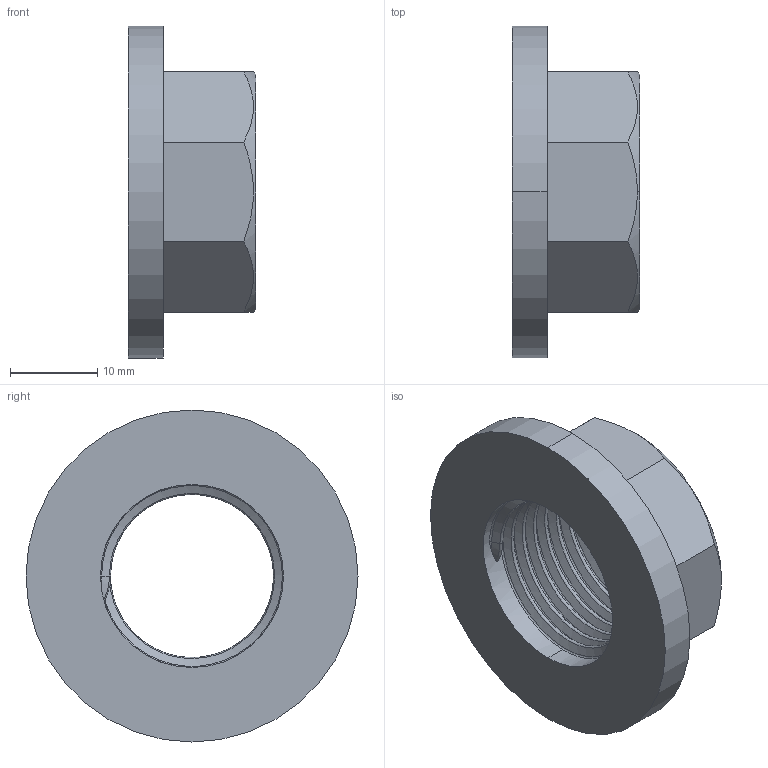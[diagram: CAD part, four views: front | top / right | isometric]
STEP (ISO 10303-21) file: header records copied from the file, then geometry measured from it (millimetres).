
FILE_DESCRIPTION (( 'STEP AP203' ), '1' );
FILE_NAME ('00190_0303.STEP', '2017-05-15T13:52:14', ( '' ), ( '' ), 'SwSTEP 2.0', 'SolidWorks 2011', '' );
FILE_SCHEMA (( 'CONFIG_CONTROL_DESIGN' ));
Length unit declared in the file: millimetre
Products named in the file (1): 00190_0303
Bounding box: 14.6 x 38 x 38 mm (x, y, z)
Volume: 6586.5 mm3; surface area: 4503.4 mm2
Topology: 1 solids, 1 shells, 40 faces, 107 edges, 70 vertices
Faces by surface type: cylinder 17, plane 11, bspline 5, cone 4, torus 3
Entity records: 4927 total; most frequent: CARTESIAN_POINT 3991, ORIENTED_EDGE 214, DIRECTION 141, EDGE_CURVE 107, VERTEX_POINT 70, AXIS2_PLACEMENT_3D 52, EDGE_LOOP 43, FACE_OUTER_BOUND 40
